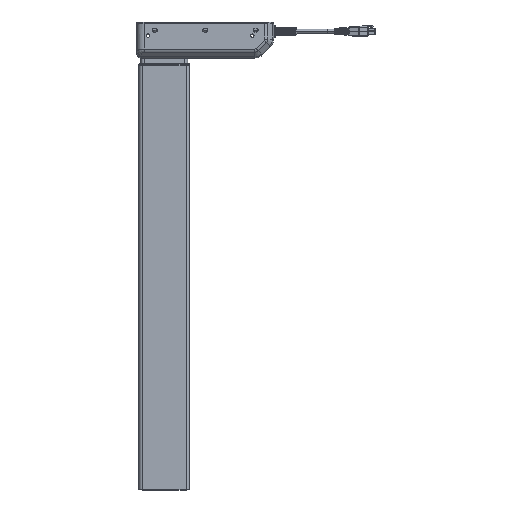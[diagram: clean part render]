
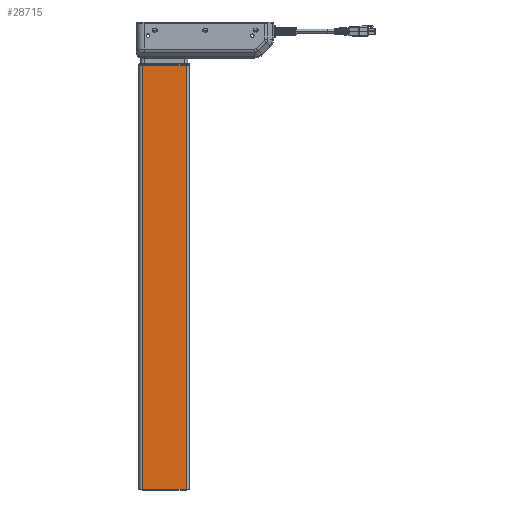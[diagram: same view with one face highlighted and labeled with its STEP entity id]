
A CAD part, top view. The second image highlights one B-rep face of the part: STEP entity #28715.
In plain terms, the highlighted planar face has unit normal (0, 0, 1).
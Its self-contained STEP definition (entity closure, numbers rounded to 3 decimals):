
#2587 = CARTESIAN_POINT ( 'NONE',  ( -30.5, 590., 35. ) ) ;
#3623 = CARTESIAN_POINT ( 'NONE',  ( -30.5, 0., 35. ) ) ;
#4381 = VECTOR ( 'NONE', #34189, 1000. ) ;
#7296 = VECTOR ( 'NONE', #25866, 1000. ) ;
#7819 = LINE ( 'NONE', #58200, #74243 ) ;
#8463 = ORIENTED_EDGE ( 'NONE', *, *, #25654, .T. ) ;
#10142 = AXIS2_PLACEMENT_3D ( 'NONE', #3623, #23255, #43305 ) ;
#16794 = CARTESIAN_POINT ( 'NONE',  ( -30.5, 0., 35. ) ) ;
#16871 = FACE_OUTER_BOUND ( 'NONE', #23798, .T. ) ;
#17841 = VERTEX_POINT ( 'NONE', #48972 ) ;
#19839 = CARTESIAN_POINT ( 'NONE',  ( -30.5, 0., 35. ) ) ;
#23255 = DIRECTION ( 'NONE',  ( 0., 0., -1. ) ) ;
#23798 = EDGE_LOOP ( 'NONE', ( #42936, #58842, #25853, #8463 ) ) ;
#25654 = EDGE_CURVE ( 'NONE', #60261, #50824, #84305, .T. ) ;
#25853 = ORIENTED_EDGE ( 'NONE', *, *, #42526, .F. ) ;
#25866 = DIRECTION ( 'NONE',  ( 0., 1., 0. ) ) ;
#27488 = LINE ( 'NONE', #19839, #36987 ) ;
#28715 = ADVANCED_FACE ( 'NONE', ( #16871 ), #62912, .F. ) ;
#33090 = EDGE_CURVE ( 'NONE', #50824, #17841, #42251, .T. ) ;
#34189 = DIRECTION ( 'NONE',  ( -1., 0., 0. ) ) ;
#36987 = VECTOR ( 'NONE', #53947, 1000. ) ;
#42251 = LINE ( 'NONE', #2587, #4381 ) ;
#42526 = EDGE_CURVE ( 'NONE', #60261, #64537, #27488, .T. ) ;
#42814 = CARTESIAN_POINT ( 'NONE',  ( 30.5, 590., 35. ) ) ;
#42936 = ORIENTED_EDGE ( 'NONE', *, *, #33090, .T. ) ;
#43305 = DIRECTION ( 'NONE',  ( 0., -1., 0. ) ) ;
#48972 = CARTESIAN_POINT ( 'NONE',  ( -30.5, 590., 35. ) ) ;
#50824 = VERTEX_POINT ( 'NONE', #42814 ) ;
#53947 = DIRECTION ( 'NONE',  ( -1., 0., 0. ) ) ;
#56187 = EDGE_CURVE ( 'NONE', #64537, #17841, #7819, .T. ) ;
#58200 = CARTESIAN_POINT ( 'NONE',  ( -30.5, 0., 35. ) ) ;
#58842 = ORIENTED_EDGE ( 'NONE', *, *, #56187, .F. ) ;
#60261 = VERTEX_POINT ( 'NONE', #78139 ) ;
#62912 = PLANE ( 'NONE',  #10142 ) ;
#63427 = CARTESIAN_POINT ( 'NONE',  ( 30.5, 0., 35. ) ) ;
#64537 = VERTEX_POINT ( 'NONE', #16794 ) ;
#71424 = DIRECTION ( 'NONE',  ( 0., 1., 0. ) ) ;
#74243 = VECTOR ( 'NONE', #71424, 1000. ) ;
#78139 = CARTESIAN_POINT ( 'NONE',  ( 30.5, 0., 35. ) ) ;
#84305 = LINE ( 'NONE', #63427, #7296 ) ;
